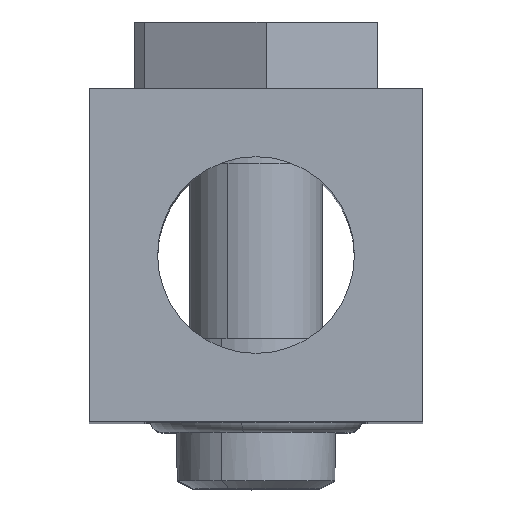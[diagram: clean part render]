
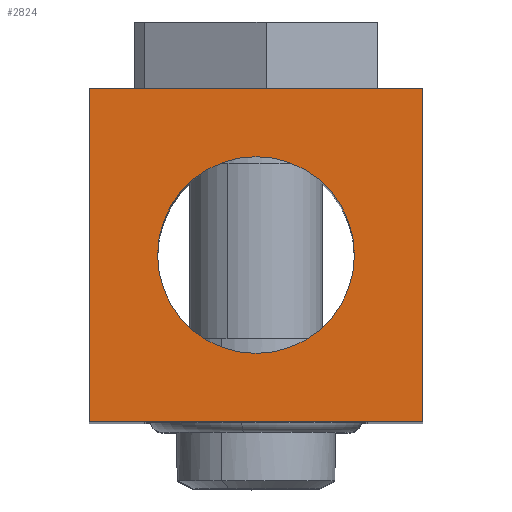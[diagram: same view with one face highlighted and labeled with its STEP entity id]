
A CAD part, top view. The second image highlights one B-rep face of the part: STEP entity #2824.
In plain terms, the highlighted planar face has unit normal (0, 0, 1).
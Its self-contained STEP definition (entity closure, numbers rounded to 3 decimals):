
#162 = CARTESIAN_POINT ( 'NONE',  ( 47.138, 46.897, 92.674 ) ) ;
#180 = ORIENTED_EDGE ( 'NONE', *, *, #2234, .F. ) ;
#219 = LINE ( 'NONE', #1241, #804 ) ;
#259 = VECTOR ( 'NONE', #2688, 1000. ) ;
#332 = LINE ( 'NONE', #426, #259 ) ;
#381 = AXIS2_PLACEMENT_3D ( 'NONE', #733, #2064, #917 ) ;
#426 = CARTESIAN_POINT ( 'NONE',  ( 67.138, 66.897, 92.674 ) ) ;
#431 = VERTEX_POINT ( 'NONE', #929 ) ;
#448 = EDGE_LOOP ( 'NONE', ( #2804, #1906 ) ) ;
#522 = DIRECTION ( 'NONE',  ( 0., -1., 0. ) ) ;
#656 = EDGE_CURVE ( 'NONE', #2524, #2370, #2368, .T. ) ;
#733 = CARTESIAN_POINT ( 'NONE',  ( 67.138, 66.897, 92.674 ) ) ;
#804 = VECTOR ( 'NONE', #2023, 1000. ) ;
#856 = CARTESIAN_POINT ( 'NONE',  ( 57.138, 56.897, 92.674 ) ) ;
#910 = LINE ( 'NONE', #1556, #2095 ) ;
#917 = DIRECTION ( 'NONE',  ( -1., 0., 0. ) ) ;
#929 = CARTESIAN_POINT ( 'NONE',  ( 67.138, 66.897, 92.674 ) ) ;
#958 = LINE ( 'NONE', #1006, #1548 ) ;
#1006 = CARTESIAN_POINT ( 'NONE',  ( 47.138, 66.897, 92.674 ) ) ;
#1012 = ORIENTED_EDGE ( 'NONE', *, *, #2110, .T. ) ;
#1043 = EDGE_CURVE ( 'NONE', #2444, #431, #910, .T. ) ;
#1056 = ORIENTED_EDGE ( 'NONE', *, *, #1043, .F. ) ;
#1149 = DIRECTION ( 'NONE',  ( 1., 0., 0. ) ) ;
#1194 = AXIS2_PLACEMENT_3D ( 'NONE', #856, #1474, #2776 ) ;
#1241 = CARTESIAN_POINT ( 'NONE',  ( 67.138, 46.897, 92.674 ) ) ;
#1340 = EDGE_CURVE ( 'NONE', #2370, #2524, #2742, .T. ) ;
#1403 = ORIENTED_EDGE ( 'NONE', *, *, #2783, .T. ) ;
#1421 = CARTESIAN_POINT ( 'NONE',  ( 47.138, 66.897, 92.674 ) ) ;
#1474 = DIRECTION ( 'NONE',  ( 0., 0., 1. ) ) ;
#1548 = VECTOR ( 'NONE', #522, 1000. ) ;
#1556 = CARTESIAN_POINT ( 'NONE',  ( 67.138, 66.897, 92.674 ) ) ;
#1747 = CARTESIAN_POINT ( 'NONE',  ( 63.038, 56.897, 92.674 ) ) ;
#1827 = AXIS2_PLACEMENT_3D ( 'NONE', #2044, #2589, #2765 ) ;
#1851 = VERTEX_POINT ( 'NONE', #162 ) ;
#1853 = FACE_OUTER_BOUND ( 'NONE', #2050, .T. ) ;
#1906 = ORIENTED_EDGE ( 'NONE', *, *, #656, .F. ) ;
#2023 = DIRECTION ( 'NONE',  ( 1., 0., 0. ) ) ;
#2041 = CARTESIAN_POINT ( 'NONE',  ( 67.138, 46.897, 92.674 ) ) ;
#2044 = CARTESIAN_POINT ( 'NONE',  ( 57.138, 56.897, 92.674 ) ) ;
#2050 = EDGE_LOOP ( 'NONE', ( #1403, #180, #1056, #1012 ) ) ;
#2064 = DIRECTION ( 'NONE',  ( 0., 0., -1. ) ) ;
#2095 = VECTOR ( 'NONE', #1149, 1000. ) ;
#2110 = EDGE_CURVE ( 'NONE', #2444, #1851, #958, .T. ) ;
#2234 = EDGE_CURVE ( 'NONE', #431, #2564, #332, .T. ) ;
#2368 = CIRCLE ( 'NONE', #1194, 5.9 ) ;
#2370 = VERTEX_POINT ( 'NONE', #1747 ) ;
#2390 = FACE_BOUND ( 'NONE', #448, .T. ) ;
#2436 = CARTESIAN_POINT ( 'NONE',  ( 51.238, 56.897, 92.674 ) ) ;
#2444 = VERTEX_POINT ( 'NONE', #1421 ) ;
#2524 = VERTEX_POINT ( 'NONE', #2436 ) ;
#2564 = VERTEX_POINT ( 'NONE', #2041 ) ;
#2589 = DIRECTION ( 'NONE',  ( 0., 0., 1. ) ) ;
#2688 = DIRECTION ( 'NONE',  ( 0., -1., 0. ) ) ;
#2731 = PLANE ( 'NONE',  #381 ) ;
#2742 = CIRCLE ( 'NONE', #1827, 5.9 ) ;
#2765 = DIRECTION ( 'NONE',  ( 1., 0., 0. ) ) ;
#2776 = DIRECTION ( 'NONE',  ( 1., 0., 0. ) ) ;
#2783 = EDGE_CURVE ( 'NONE', #1851, #2564, #219, .T. ) ;
#2804 = ORIENTED_EDGE ( 'NONE', *, *, #1340, .F. ) ;
#2824 = ADVANCED_FACE ( 'NONE', ( #2390, #1853 ), #2731, .F. ) ;
